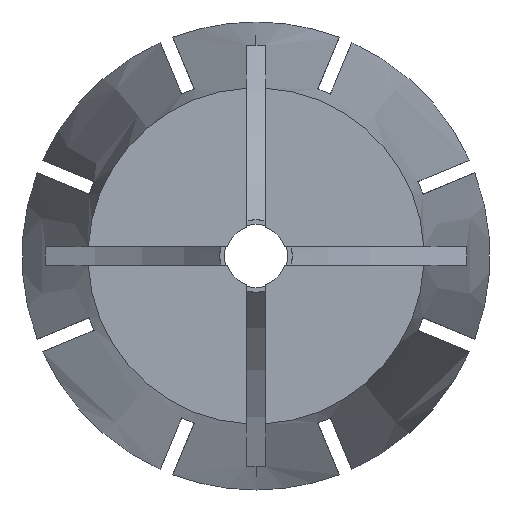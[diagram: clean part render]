
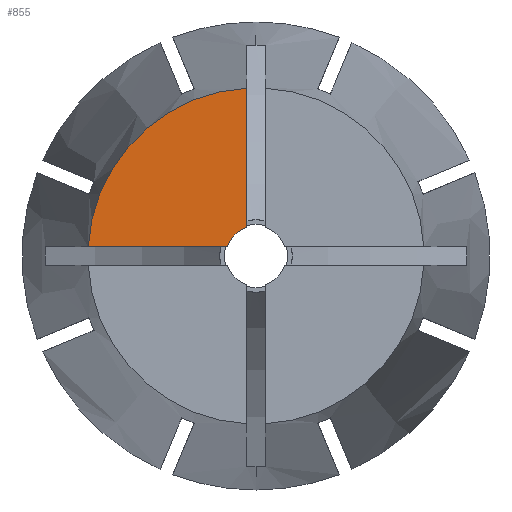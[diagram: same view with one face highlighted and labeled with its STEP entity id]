
A CAD part, left-side view. The second image highlights one B-rep face of the part: STEP entity #855.
In plain terms, the highlighted planar face has unit normal (-1, 0, 0).
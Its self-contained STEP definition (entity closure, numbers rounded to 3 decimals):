
#49 = FACE_OUTER_BOUND ( 'NONE', #3586, .T. ) ;
#183 = VERTEX_POINT ( 'NONE', #3755 ) ;
#251 = DIRECTION ( 'NONE',  ( 0., 0., -1. ) ) ;
#449 = PLANE ( 'NONE',  #2471 ) ;
#474 = CARTESIAN_POINT ( 'NONE',  ( -34., -9.268, 0. ) ) ;
#493 = DIRECTION ( 'NONE',  ( -1., 0., 0. ) ) ;
#526 = DIRECTION ( 'NONE',  ( 0., 0., 1. ) ) ;
#575 = DIRECTION ( 'NONE',  ( 1., 0., 0. ) ) ;
#637 = DIRECTION ( 'NONE',  ( 0., 0., 1. ) ) ;
#735 = ORIENTED_EDGE ( 'NONE', *, *, #3884, .T. ) ;
#855 = ADVANCED_FACE ( 'NONE', ( #49 ), #449, .T. ) ;
#968 = EDGE_CURVE ( 'NONE', #1204, #4416, #2986, .T. ) ;
#1137 = CIRCLE ( 'NONE', #1585, 9.268 ) ;
#1204 = VERTEX_POINT ( 'NONE', #3276 ) ;
#1391 = VECTOR ( 'NONE', #637, 1000. ) ;
#1556 = VERTEX_POINT ( 'NONE', #3760 ) ;
#1585 = AXIS2_PLACEMENT_3D ( 'NONE', #2605, #575, #2950 ) ;
#2265 = DIRECTION ( 'NONE',  ( 1., 0., 0. ) ) ;
#2471 = AXIS2_PLACEMENT_3D ( 'NONE', #474, #493, #526 ) ;
#2605 = CARTESIAN_POINT ( 'NONE',  ( -34., 0., 0. ) ) ;
#2658 = ORIENTED_EDGE ( 'NONE', *, *, #968, .F. ) ;
#2844 = DIRECTION ( 'NONE',  ( 0., 1., 0. ) ) ;
#2879 = VECTOR ( 'NONE', #2844, 1000. ) ;
#2950 = DIRECTION ( 'NONE',  ( 0., 0., -1. ) ) ;
#2986 = LINE ( 'NONE', #3247, #2879 ) ;
#3247 = CARTESIAN_POINT ( 'NONE',  ( -34., -9.268, 0.5 ) ) ;
#3276 = CARTESIAN_POINT ( 'NONE',  ( -34., 1.572, 0.5 ) ) ;
#3358 = CARTESIAN_POINT ( 'NONE',  ( -34., 0.5, 0. ) ) ;
#3361 = EDGE_CURVE ( 'NONE', #4416, #1556, #1137, .T. ) ;
#3411 = LINE ( 'NONE', #3358, #1391 ) ;
#3448 = AXIS2_PLACEMENT_3D ( 'NONE', #4350, #2265, #251 ) ;
#3565 = EDGE_CURVE ( 'NONE', #183, #1556, #3411, .T. ) ;
#3586 = EDGE_LOOP ( 'NONE', ( #735, #3797, #3693, #2658 ) ) ;
#3693 = ORIENTED_EDGE ( 'NONE', *, *, #3361, .F. ) ;
#3755 = CARTESIAN_POINT ( 'NONE',  ( -34., 0.5, 1.572 ) ) ;
#3760 = CARTESIAN_POINT ( 'NONE',  ( -34., 0.5, 9.254 ) ) ;
#3797 = ORIENTED_EDGE ( 'NONE', *, *, #3565, .T. ) ;
#3884 = EDGE_CURVE ( 'NONE', #1204, #183, #4360, .T. ) ;
#4350 = CARTESIAN_POINT ( 'NONE',  ( -34., 0., 0. ) ) ;
#4360 = CIRCLE ( 'NONE', #3448, 1.65 ) ;
#4398 = CARTESIAN_POINT ( 'NONE',  ( -34., 9.254, 0.5 ) ) ;
#4416 = VERTEX_POINT ( 'NONE', #4398 ) ;
